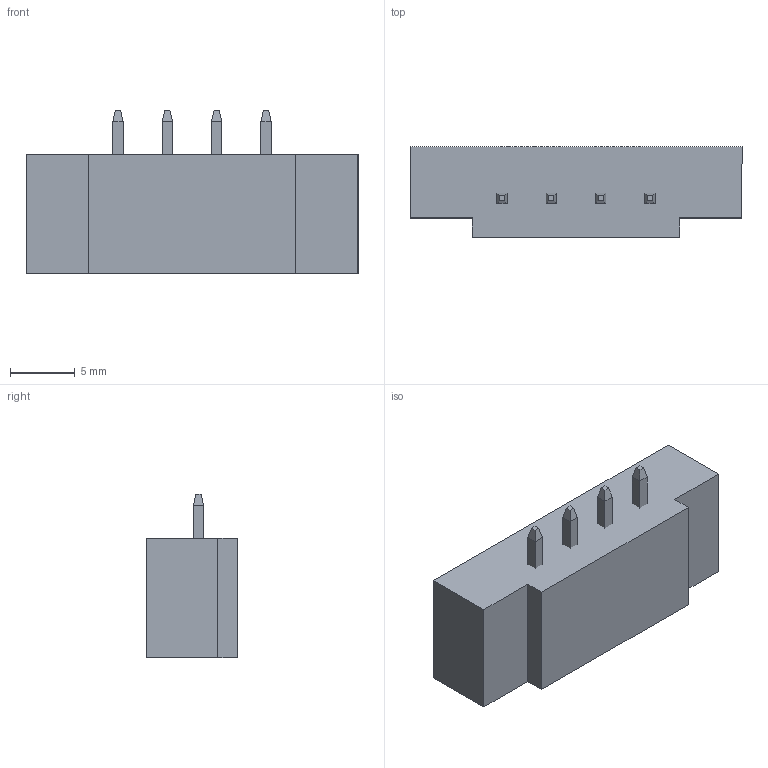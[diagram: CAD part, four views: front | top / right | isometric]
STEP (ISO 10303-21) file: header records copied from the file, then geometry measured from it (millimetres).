
FILE_DESCRIPTION (( 'STEP AP203' ), '1' );
FILE_NAME ('÷åòâåðòûé ñáîðêà.STEP', '2021-02-18T12:43:34', ( 'new' ), ( '' ), 'SwSTEP 2.0', 'SolidWorks 2014', '' );
FILE_SCHEMA (( 'CONFIG_CONTROL_DESIGN' ));
Length unit declared in the file: millimetre
Products named in the file (3): ÷åòâåðòûé ñáîðêà; ÷åòâåðòûé äåòàëü 2; ÷åòâåðòûé äåòàëü 1
Assembly tree (5 placements, depth 2):
  ÷åòâåðòûé ñáîðêà
    ÷åòâåðòûé äåòàëü 1
    ÷åòâåðòûé äåòàëü 2  x4
Bounding box: 25.63 x 7 x 12.6 mm (x, y, z)
Volume: 1539.3 mm3; surface area: 1041.8 mm2
Topology: 5 solids, 5 shells, 66 faces, 136 edges, 80 vertices
Faces by surface type: plane 66
Entity records: 1033 total; most frequent: DIRECTION 116, CARTESIAN_POINT 116, ORIENTED_EDGE 104, VECTOR 52, EDGE_CURVE 52, LINE 52, VERTEX_POINT 32, AXIS2_PLACEMENT_3D 32
